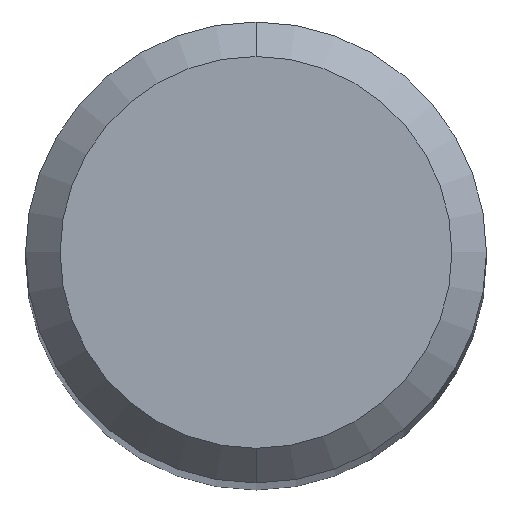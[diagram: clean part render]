
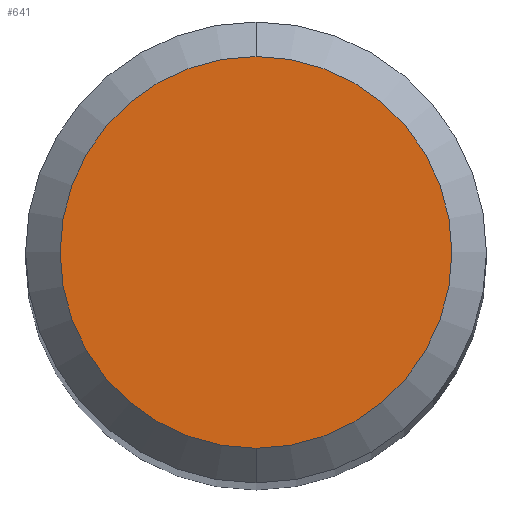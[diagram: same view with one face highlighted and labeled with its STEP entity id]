
A CAD part, top view. The second image highlights one B-rep face of the part: STEP entity #641.
In plain terms, the highlighted planar face has unit normal (0, 0, 1).
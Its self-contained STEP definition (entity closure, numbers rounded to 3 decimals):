
#459=EDGE_CURVE('',#1159,#1091,#1266,.T.);
#515=EDGE_CURVE('',#1091,#1159,#1325,.T.);
#641=ADVANCED_FACE('',(#1461),#1462,.T.);
#1091=VERTEX_POINT('',#1954);
#1159=VERTEX_POINT('',#2027);
#1266=CIRCLE('',#2164,1.7);
#1325=CIRCLE('',#2618,1.7);
#1461=FACE_OUTER_BOUND('',#3206,.T.);
#1462=PLANE('',#3207);
#1954=CARTESIAN_POINT('',(0.0,1.7,0.0));
#2027=CARTESIAN_POINT('',(0.,-1.7,0.0));
#2164=AXIS2_PLACEMENT_3D('',#5480,#5481,#5482);
#2618=AXIS2_PLACEMENT_3D('',#5521,#5522,#5523);
#3206=EDGE_LOOP('',(#5646,#5647));
#3207=AXIS2_PLACEMENT_3D('',#5648,#5649,#5650);
#5480=CARTESIAN_POINT('',(0.0,0.0,0.0));
#5481=DIRECTION('',(0.0,0.0,-1.0));
#5482=DIRECTION('',(0.0,1.0,0.0));
#5521=CARTESIAN_POINT('',(0.0,0.0,0.0));
#5522=DIRECTION('',(0.0,0.0,-1.0));
#5523=DIRECTION('',(0.0,1.0,0.0));
#5646=ORIENTED_EDGE('',*,*,#515,.F.);
#5647=ORIENTED_EDGE('',*,*,#459,.F.);
#5648=CARTESIAN_POINT('',(0.0,0.85,0.0));
#5649=DIRECTION('',(-0.0,0.0,1.0));
#5650=DIRECTION('',(0.0,-1.0,0.0));
